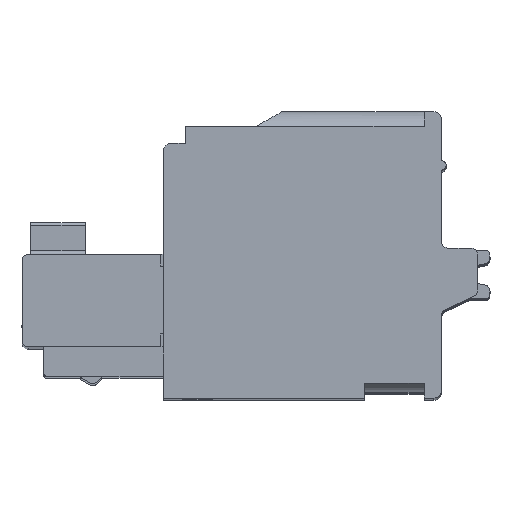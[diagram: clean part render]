
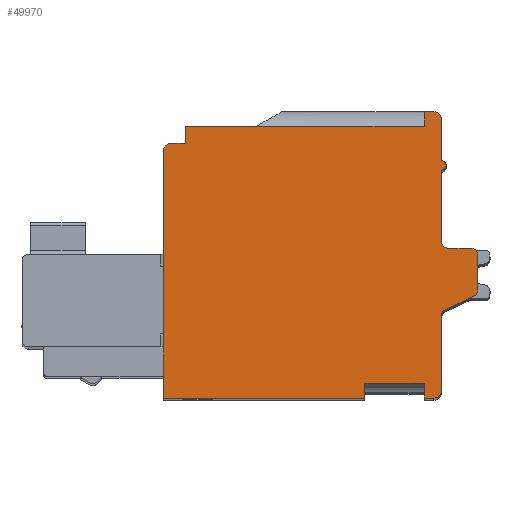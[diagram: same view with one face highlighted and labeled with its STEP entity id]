
A CAD part, top view. The second image highlights one B-rep face of the part: STEP entity #49970.
In plain terms, the highlighted planar face has unit normal (0, 0, 1).
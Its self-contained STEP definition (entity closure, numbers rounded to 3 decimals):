
#402=CARTESIAN_POINT('',(0.7,9.55,32.5));
#403=DIRECTION('',(0.,0.,1.));
#404=DIRECTION('',(0.,-1.,0.));
#405=AXIS2_PLACEMENT_3D('',#402,#403,#404);
#588=DIRECTION('',(0.,1.,0.));
#589=VECTOR('',#588,2.9);
#590=CARTESIAN_POINT('',(0.7,6.45,32.5));
#591=LINE('',#590,#589);
#1002=DIRECTION('',(0.,1.,0.));
#1003=VECTOR('',#1002,3.059);
#1004=CARTESIAN_POINT('',(0.7,0.3,32.5));
#1005=LINE('',#1004,#1003);
#3853=DIRECTION('',(0.,-1.,0.));
#3854=VECTOR('',#3853,0.6);
#3855=CARTESIAN_POINT('',(0.,0.6,32.5));
#3856=LINE('',#3855,#3854);
#10724=DIRECTION('',(0.,-1.,0.));
#10725=VECTOR('',#10724,0.7);
#10726=CARTESIAN_POINT('',(-9.8,11.15,32.5));
#10727=LINE('',#10726,#10725);
#10848=DIRECTION('',(-1.,0.,0.));
#10849=VECTOR('',#10848,9.8);
#10850=CARTESIAN_POINT('',(0.,11.15,32.5));
#10851=LINE('',#10850,#10849);
#11990=DIRECTION('',(0.,1.,0.));
#11991=VECTOR('',#11990,10.15);
#11992=CARTESIAN_POINT('',(-10.7,0.,32.5));
#11993=LINE('',#11992,#11991);
#11994=CARTESIAN_POINT('',(-10.4,10.15,32.5));
#11995=DIRECTION('',(0.,0.,-1.));
#11996=DIRECTION('',(-1.,0.,0.));
#11997=AXIS2_PLACEMENT_3D('',#11994,#11995,#11996);
#11999=DIRECTION('',(1.,0.,0.));
#12000=VECTOR('',#11999,0.6);
#12001=CARTESIAN_POINT('',(-10.4,10.45,32.5));
#12002=LINE('',#12001,#12000);
#12003=DIRECTION('',(1.,0.,0.));
#12004=VECTOR('',#12003,0.4);
#12005=CARTESIAN_POINT('',(0.,11.75,32.5));
#12006=LINE('',#12005,#12004);
#12007=CARTESIAN_POINT('',(0.4,11.45,32.5));
#12008=DIRECTION('',(0.,0.,-1.));
#12009=DIRECTION('',(0.,1.,0.));
#12010=AXIS2_PLACEMENT_3D('',#12007,#12008,#12009);
#12012=DIRECTION('',(0.,-1.,0.));
#12013=VECTOR('',#12012,1.7);
#12014=CARTESIAN_POINT('',(0.7,11.45,32.5));
#12015=LINE('',#12014,#12013);
#12016=CARTESIAN_POINT('',(1.,6.45,32.5));
#12017=DIRECTION('',(0.,0.,1.));
#12018=DIRECTION('',(-1.,0.,0.));
#12019=AXIS2_PLACEMENT_3D('',#12016,#12017,#12018);
#12021=DIRECTION('',(1.,0.,0.));
#12022=VECTOR('',#12021,0.9);
#12023=CARTESIAN_POINT('',(1.,6.15,32.5));
#12024=LINE('',#12023,#12022);
#12025=CARTESIAN_POINT('',(1.9,5.85,32.5));
#12026=DIRECTION('',(0.,0.,-1.));
#12027=DIRECTION('',(0.,1.,0.));
#12028=AXIS2_PLACEMENT_3D('',#12025,#12026,#12027);
#12030=DIRECTION('',(0.,-1.,0.));
#12031=VECTOR('',#12030,1.409);
#12032=CARTESIAN_POINT('',(2.2,5.85,32.5));
#12033=LINE('',#12032,#12031);
#12034=CARTESIAN_POINT('',(1.9,4.441,32.5));
#12035=DIRECTION('',(0.,0.,-1.));
#12036=DIRECTION('',(1.,0.,0.));
#12037=AXIS2_PLACEMENT_3D('',#12034,#12035,#12036);
#12039=DIRECTION('',(-0.906,-0.423,0.));
#12040=VECTOR('',#12039,1.273);
#12041=CARTESIAN_POINT('',(2.027,4.169,32.5));
#12042=LINE('',#12041,#12040);
#12043=CARTESIAN_POINT('',(1.,3.359,32.5));
#12044=DIRECTION('',(0.,0.,1.));
#12045=DIRECTION('',(-0.423,0.906,0.));
#12046=AXIS2_PLACEMENT_3D('',#12043,#12044,#12045);
#12048=CARTESIAN_POINT('',(0.4,0.3,32.5));
#12049=DIRECTION('',(0.,0.,-1.));
#12050=DIRECTION('',(1.,0.,0.));
#12051=AXIS2_PLACEMENT_3D('',#12048,#12049,#12050);
#12053=DIRECTION('',(-1.,0.,0.));
#12054=VECTOR('',#12053,0.4);
#12055=CARTESIAN_POINT('',(0.4,0.,32.5));
#12056=LINE('',#12055,#12054);
#12057=DIRECTION('',(0.,-1.,0.));
#12058=VECTOR('',#12057,0.6);
#12059=CARTESIAN_POINT('',(-2.45,0.6,32.5));
#12060=LINE('',#12059,#12058);
#12061=DIRECTION('',(-1.,0.,0.));
#12062=VECTOR('',#12061,8.25);
#12063=CARTESIAN_POINT('',(-2.45,0.,32.5));
#12064=LINE('',#12063,#12062);
#12296=DIRECTION('',(0.,-1.,0.));
#12297=VECTOR('',#12296,0.6);
#12298=CARTESIAN_POINT('',(0.,11.75,32.5));
#12299=LINE('',#12298,#12297);
#12630=DIRECTION('',(1.,0.,0.));
#12631=VECTOR('',#12630,2.45);
#12632=CARTESIAN_POINT('',(-2.45,0.6,32.5));
#12633=LINE('',#12632,#12631);
#33802=CARTESIAN_POINT('',(-2.45,0.,32.5));
#33803=CARTESIAN_POINT('',(-10.7,0.,32.5));
#33804=VERTEX_POINT('',#33802);
#33805=VERTEX_POINT('',#33803);
#33858=CARTESIAN_POINT('',(-10.7,10.15,32.5));
#33859=VERTEX_POINT('',#33858);
#34000=CARTESIAN_POINT('',(-9.8,11.15,32.5));
#34001=CARTESIAN_POINT('',(-9.8,10.45,32.5));
#34002=VERTEX_POINT('',#34000);
#34003=VERTEX_POINT('',#34001);
#34020=CARTESIAN_POINT('',(0.,11.15,32.5));
#34021=VERTEX_POINT('',#34020);
#34040=CARTESIAN_POINT('',(0.,11.75,32.5));
#34041=CARTESIAN_POINT('',(0.4,11.75,32.5));
#34042=VERTEX_POINT('',#34040);
#34043=VERTEX_POINT('',#34041);
#34044=CARTESIAN_POINT('',(0.7,11.45,32.5));
#34045=VERTEX_POINT('',#34044);
#34054=CARTESIAN_POINT('',(0.7,9.75,32.5));
#34055=VERTEX_POINT('',#34054);
#34064=CARTESIAN_POINT('',(0.7,6.45,32.5));
#34065=VERTEX_POINT('',#34064);
#34066=CARTESIAN_POINT('',(0.7,9.35,32.5));
#34067=VERTEX_POINT('',#34066);
#34082=CARTESIAN_POINT('',(0.7,0.3,32.5));
#34083=CARTESIAN_POINT('',(0.7,3.359,32.5));
#34084=VERTEX_POINT('',#34082);
#34085=VERTEX_POINT('',#34083);
#34120=CARTESIAN_POINT('',(0.4,0.,32.5));
#34121=VERTEX_POINT('',#34120);
#34122=CARTESIAN_POINT('',(0.,0.,32.5));
#34123=VERTEX_POINT('',#34122);
#34125=CARTESIAN_POINT('',(0.,0.6,32.5));
#34127=VERTEX_POINT('',#34125);
#34132=CARTESIAN_POINT('',(-2.45,0.6,32.5));
#34133=VERTEX_POINT('',#34132);
#34136=CARTESIAN_POINT('',(-10.4,10.45,32.5));
#34137=VERTEX_POINT('',#34136);
#34138=CARTESIAN_POINT('',(1.,6.15,32.5));
#34139=VERTEX_POINT('',#34138);
#34140=CARTESIAN_POINT('',(1.9,6.15,32.5));
#34141=VERTEX_POINT('',#34140);
#34142=CARTESIAN_POINT('',(2.2,5.85,32.5));
#34143=VERTEX_POINT('',#34142);
#34144=CARTESIAN_POINT('',(2.2,4.441,32.5));
#34145=VERTEX_POINT('',#34144);
#34146=CARTESIAN_POINT('',(2.027,4.169,32.5));
#34147=VERTEX_POINT('',#34146);
#34148=CARTESIAN_POINT('',(0.873,3.631,32.5));
#34149=VERTEX_POINT('',#34148);
#49927=CARTESIAN_POINT('',(-1.384,8.507,32.5));
#49928=DIRECTION('',(0.,0.,1.));
#49929=DIRECTION('',(1.,0.,0.));
#49930=AXIS2_PLACEMENT_3D('',#49927,#49928,#49929);
#49931=PLANE('',#49930);
#49932=ORIENTED_EDGE('',*,*,#41537,.T.);
#49934=ORIENTED_EDGE('',*,*,#49933,.T.);
#49936=ORIENTED_EDGE('',*,*,#49935,.T.);
#49937=ORIENTED_EDGE('',*,*,#47840,.F.);
#49938=ORIENTED_EDGE('',*,*,#48035,.F.);
#49940=ORIENTED_EDGE('',*,*,#49939,.F.);
#49941=ORIENTED_EDGE('',*,*,#49863,.T.);
#49942=ORIENTED_EDGE('',*,*,#49919,.T.);
#49943=ORIENTED_EDGE('',*,*,#34530,.T.);
#49944=ORIENTED_EDGE('',*,*,#34705,.F.);
#49945=ORIENTED_EDGE('',*,*,#34790,.F.);
#49947=ORIENTED_EDGE('',*,*,#49946,.T.);
#49949=ORIENTED_EDGE('',*,*,#49948,.T.);
#49951=ORIENTED_EDGE('',*,*,#49950,.T.);
#49953=ORIENTED_EDGE('',*,*,#49952,.T.);
#49955=ORIENTED_EDGE('',*,*,#49954,.T.);
#49957=ORIENTED_EDGE('',*,*,#49956,.T.);
#49959=ORIENTED_EDGE('',*,*,#49958,.T.);
#49960=ORIENTED_EDGE('',*,*,#35070,.F.);
#49961=ORIENTED_EDGE('',*,*,#38193,.T.);
#49962=ORIENTED_EDGE('',*,*,#38208,.T.);
#49963=ORIENTED_EDGE('',*,*,#38227,.F.);
#49965=ORIENTED_EDGE('',*,*,#49964,.F.);
#49966=ORIENTED_EDGE('',*,*,#38337,.T.);
#49967=ORIENTED_EDGE('',*,*,#38436,.T.);
#49968=EDGE_LOOP('',(#49932,#49934,#49936,#49937,#49938,#49940,#49941,#49942,
#49943,#49944,#49945,#49947,#49949,#49951,#49953,#49955,#49957,#49959,#49960,
#49961,#49962,#49963,#49965,#49966,#49967));
#49969=FACE_OUTER_BOUND('',#49968,.F.);
#406=CIRCLE('',#405,0.2);
#11998=CIRCLE('',#11997,0.3);
#12011=CIRCLE('',#12010,0.3);
#12020=CIRCLE('',#12019,0.3);
#12029=CIRCLE('',#12028,0.3);
#12038=CIRCLE('',#12037,0.3);
#12047=CIRCLE('',#12046,0.3);
#12052=CIRCLE('',#12051,0.3);
#34530=EDGE_CURVE('',#34045,#34055,#12015,.T.);
#34705=EDGE_CURVE('',#34067,#34055,#406,.T.);
#34790=EDGE_CURVE('',#34065,#34067,#591,.T.);
#35070=EDGE_CURVE('',#34084,#34085,#1005,.T.);
#38193=EDGE_CURVE('',#34084,#34121,#12052,.T.);
#38208=EDGE_CURVE('',#34121,#34123,#12056,.T.);
#38227=EDGE_CURVE('',#34127,#34123,#3856,.T.);
#38337=EDGE_CURVE('',#34133,#33804,#12060,.T.);
#38436=EDGE_CURVE('',#33804,#33805,#12064,.T.);
#41537=EDGE_CURVE('',#33805,#33859,#11993,.T.);
#47840=EDGE_CURVE('',#34002,#34003,#10727,.T.);
#48035=EDGE_CURVE('',#34021,#34002,#10851,.T.);
#49863=EDGE_CURVE('',#34042,#34043,#12006,.T.);
#49919=EDGE_CURVE('',#34043,#34045,#12011,.T.);
#49933=EDGE_CURVE('',#33859,#34137,#11998,.T.);
#49935=EDGE_CURVE('',#34137,#34003,#12002,.T.);
#49939=EDGE_CURVE('',#34042,#34021,#12299,.T.);
#49946=EDGE_CURVE('',#34065,#34139,#12020,.T.);
#49948=EDGE_CURVE('',#34139,#34141,#12024,.T.);
#49950=EDGE_CURVE('',#34141,#34143,#12029,.T.);
#49952=EDGE_CURVE('',#34143,#34145,#12033,.T.);
#49954=EDGE_CURVE('',#34145,#34147,#12038,.T.);
#49956=EDGE_CURVE('',#34147,#34149,#12042,.T.);
#49958=EDGE_CURVE('',#34149,#34085,#12047,.T.);
#49964=EDGE_CURVE('',#34133,#34127,#12633,.T.);
#49970=ADVANCED_FACE('',(#49969),#49931,.T.);
